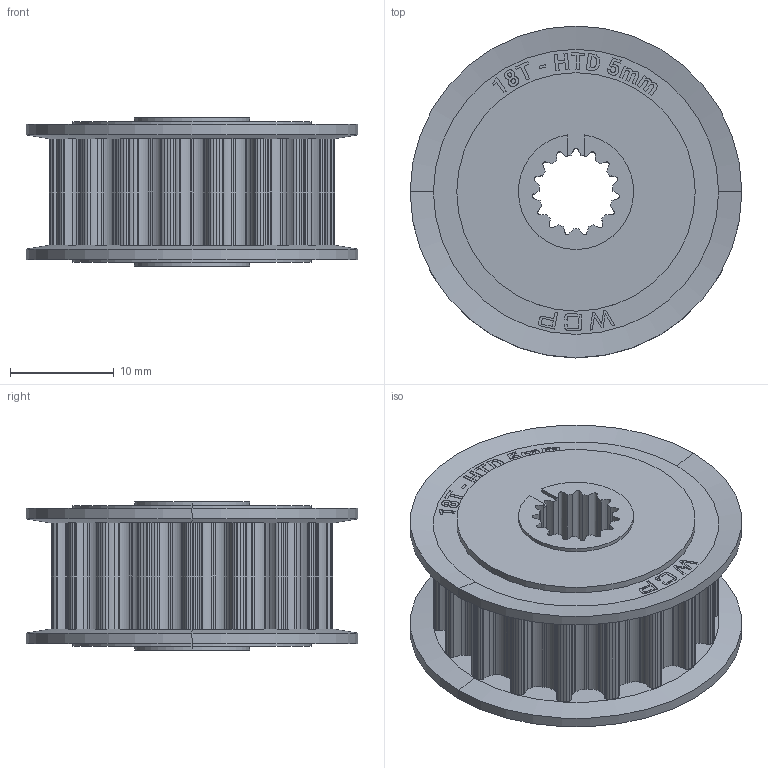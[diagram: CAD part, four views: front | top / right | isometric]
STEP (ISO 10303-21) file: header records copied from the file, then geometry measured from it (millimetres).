
FILE_DESCRIPTION (( 'STEP AP214' ), '1' );
FILE_NAME ('WCP-1634.STEP', '2025-04-08T23:44:30', ( '' ), ( '' ), 'SwSTEP 2.0', 'SolidWorks 2022', '' );
FILE_SCHEMA (( 'AUTOMOTIVE_DESIGN' ));
Length unit declared in the file: inch
Products named in the file (1): WCP-1634
Bounding box: 32 x 32 x 14.29 mm (x, y, z)
Volume: 6622 mm3; surface area: 4850.8 mm2
Topology: 3 solids, 3 shells, 589 faces, 1684 edges, 1120 vertices
Faces by surface type: cylinder 337, plane 178, bspline 66, cone 8
Entity records: 23847 total; most frequent: CARTESIAN_POINT 8149, ORIENTED_EDGE 3368, DIRECTION 3286, EDGE_CURVE 1684, AXIS2_PLACEMENT_3D 1210, VERTEX_POINT 1120, LINE 866, VECTOR 866
